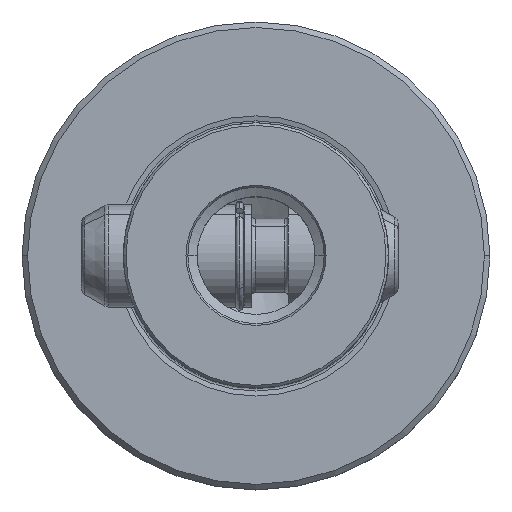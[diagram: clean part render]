
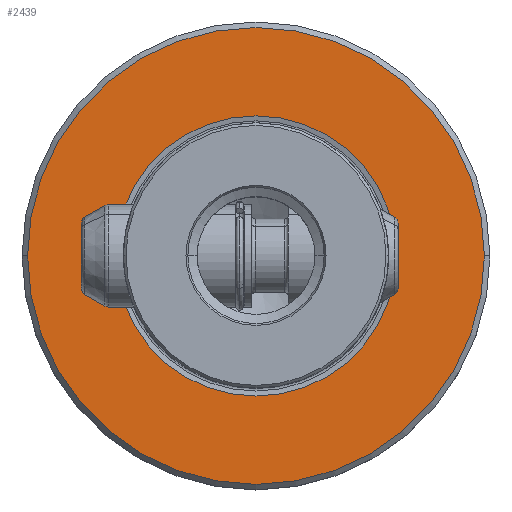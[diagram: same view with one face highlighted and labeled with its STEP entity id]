
A CAD part, top view. The second image highlights one B-rep face of the part: STEP entity #2439.
In plain terms, the highlighted planar face has unit normal (0, 0, 1).
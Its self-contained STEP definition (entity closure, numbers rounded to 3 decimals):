
#2305=EDGE_CURVE('NONE',#2757,#5353,#6219,.T.);
#2439=ADVANCED_FACE('NONE',(#6367,#6368),#6369,.T.);
#2601=EDGE_CURVE('NONE',#3287,#4335,#6551,.T.);
#2757=VERTEX_POINT('NONE',#6722);
#3287=VERTEX_POINT('NONE',#7318);
#4267=EDGE_CURVE('NONE',#5353,#2757,#8399,.T.);
#4335=VERTEX_POINT('NONE',#8472);
#5353=VERTEX_POINT('NONE',#9592);
#5567=EDGE_CURVE('NONE',#4335,#3287,#9825,.F.);
#6219=CIRCLE('',#11831,31.0);
#6367=FACE_OUTER_BOUND('',#14086,.T.);
#6368=FACE_BOUND('',#14087,.T.);
#6369=PLANE('',#14088);
#6551=CIRCLE('',#14360,19.012);
#6722=CARTESIAN_POINT('',(-31.0,0.,0.0));
#7318=CARTESIAN_POINT('',(19.012,0.,0.0));
#8399=CIRCLE('',#34742,31.0);
#8472=CARTESIAN_POINT('',(-19.012,0.,0.0));
#9592=CARTESIAN_POINT('',(31.0,0.,0.0));
#9825=CIRCLE('',#47142,19.012);
#11831=AXIS2_PLACEMENT_3D('',#50185,#50186,#50187);
#14086=EDGE_LOOP('',(#50349,#50350));
#14087=EDGE_LOOP('',(#50351,#50352));
#14088=AXIS2_PLACEMENT_3D('',#50353,#50354,#50355);
#14360=AXIS2_PLACEMENT_3D('',#50580,#50581,#50582);
#34742=AXIS2_PLACEMENT_3D('',#52722,#52723,#52724);
#47142=AXIS2_PLACEMENT_3D('',#54301,#54302,#54303);
#50185=CARTESIAN_POINT('',(0.0,0.0,0.0));
#50186=DIRECTION('',(0.0,0.0,-1.0));
#50187=DIRECTION('',(-1.0,0.,0.0));
#50349=ORIENTED_EDGE('',*,*,#2305,.F.);
#50350=ORIENTED_EDGE('',*,*,#4267,.F.);
#50351=ORIENTED_EDGE('',*,*,#2601,.F.);
#50352=ORIENTED_EDGE('',*,*,#5567,.F.);
#50353=CARTESIAN_POINT('',(-18.0,0.0,0.0));
#50354=DIRECTION('',(-0.0,0.0,1.0));
#50355=DIRECTION('',(0.0,1.0,0.0));
#50580=CARTESIAN_POINT('',(0.0,0.0,0.0));
#50581=DIRECTION('',(-0.0,0.0,1.0));
#50582=DIRECTION('',(1.0,0.,0.0));
#52722=CARTESIAN_POINT('',(0.0,0.0,0.0));
#52723=DIRECTION('',(0.0,0.0,-1.0));
#52724=DIRECTION('',(-1.0,0.,0.0));
#54301=CARTESIAN_POINT('',(0.0,0.0,0.0));
#54302=DIRECTION('',(0.0,0.0,-1.0));
#54303=DIRECTION('',(1.0,0.,0.0));
